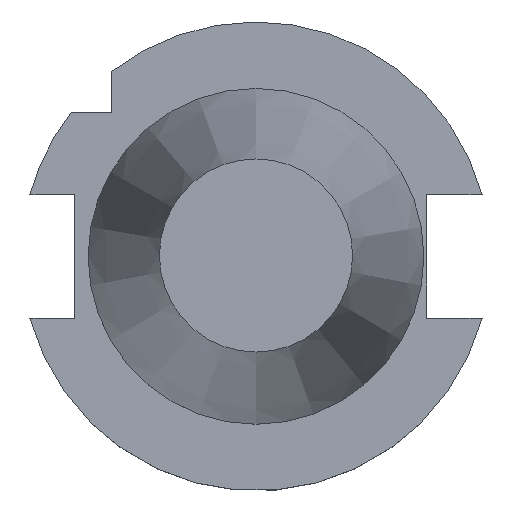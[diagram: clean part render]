
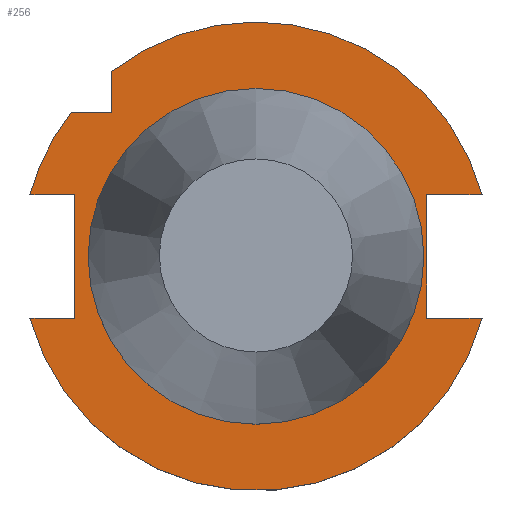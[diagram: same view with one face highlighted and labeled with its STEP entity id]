
A CAD part, top view. The second image highlights one B-rep face of the part: STEP entity #256.
In plain terms, the highlighted planar face has unit normal (0, 0, 1).
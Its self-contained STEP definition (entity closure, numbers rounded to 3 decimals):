
#208=EDGE_CURVE('240[2]',#582,#583,#584,.T.);
#210=EDGE_CURVE('240[2]',#583,#531,#586,.T.);
#228=EDGE_CURVE('240[2]',#613,#614,#615,.T.);
#256=ADVANCED_FACE('240[2]',(#656,#657),#658,.T.);
#260=EDGE_CURVE('240[2]',#582,#614,#664,.T.);
#296=EDGE_CURVE('240[2]',#716,#716,#717,.T.);
#321=EDGE_CURVE('240[2]',#752,#613,#753,.T.);
#361=EDGE_CURVE('240[2]',#805,#588,#806,.T.);
#376=EDGE_CURVE('240[2]',#588,#743,#825,.T.);
#407=EDGE_CURVE('240[2]',#607,#805,#865,.T.);
#425=EDGE_CURVE('240[2]',#752,#743,#886,.T.);
#447=EDGE_CURVE('240[2]',#531,#617,#911,.T.);
#455=EDGE_CURVE('240[2]',#607,#617,#921,.T.);
#531=VERTEX_POINT('',#1010);
#582=VERTEX_POINT('',#1095);
#583=VERTEX_POINT('',#1096);
#584=LINE('',#1097,#1098);
#586=LINE('',#1101,#1102);
#588=VERTEX_POINT('',#1105);
#607=VERTEX_POINT('',#1131);
#613=VERTEX_POINT('',#1141);
#614=VERTEX_POINT('',#1142);
#615=LINE('',#1143,#1144);
#617=VERTEX_POINT('',#1147);
#656=FACE_BOUND('',#1198,.T.);
#657=FACE_OUTER_BOUND('',#1199,.T.);
#658=PLANE('',#1200);
#664=CIRCLE('',#1217,48.75);
#716=VERTEX_POINT('',#1301);
#717=CIRCLE('',#1302,34.925);
#743=VERTEX_POINT('',#1346);
#752=VERTEX_POINT('',#1360);
#753=LINE('',#1361,#1362);
#805=VERTEX_POINT('',#1445);
#806=LINE('',#1446,#1447);
#825=LINE('',#1477,#1478);
#865=LINE('',#1549,#1550);
#886=CIRCLE('',#1592,48.75);
#911=LINE('',#1639,#1640);
#921=CIRCLE('',#1720,48.75);
#1010=CARTESIAN_POINT('',(-37.7,-12.85,-3.2));
#1095=CARTESIAN_POINT('',(-47.026,12.85,-3.2));
#1096=CARTESIAN_POINT('',(-37.7,12.85,-3.2));
#1097=CARTESIAN_POINT('',(-21.972,12.85,-3.2));
#1098=VECTOR('',#1927,1.0);
#1101=CARTESIAN_POINT('',(-37.7,20.919,-3.2));
#1102=VECTOR('',#1928,1.0);
#1105=CARTESIAN_POINT('',(35.5,12.85,-3.2));
#1131=CARTESIAN_POINT('',(47.026,-12.85,-3.2));
#1141=CARTESIAN_POINT('',(-30.0,30.0,-3.2));
#1142=CARTESIAN_POINT('',(-38.426,30.0,-3.2));
#1143=CARTESIAN_POINT('',(-18.059,30.0,-3.2));
#1144=VECTOR('',#1950,1.0);
#1147=CARTESIAN_POINT('',(-47.026,-12.85,-3.2));
#1198=EDGE_LOOP('',(#2000));
#1199=EDGE_LOOP('',(#2001,#2002,#2003,#2004,#2005,#2006,#2007,#2008,#2009,#2010,#2011));
#1200=AXIS2_PLACEMENT_3D('',#2012,#2013,#2014);
#1217=AXIS2_PLACEMENT_3D('',#2015,#2016,#2017);
#1301=CARTESIAN_POINT('',(0.,34.925,-3.2));
#1302=AXIS2_PLACEMENT_3D('',#2061,#2062,#2063);
#1346=CARTESIAN_POINT('',(47.026,12.85,-3.2));
#1360=CARTESIAN_POINT('',(-30.0,38.426,-3.2));
#1361=CARTESIAN_POINT('',(-30.0,38.978,-3.2));
#1362=VECTOR('',#2097,1.0);
#1445=CARTESIAN_POINT('',(35.5,-12.85,-3.2));
#1446=CARTESIAN_POINT('',(35.5,20.919,-3.2));
#1447=VECTOR('',#2177,1.0);
#1477=CARTESIAN_POINT('',(21.422,12.85,-3.2));
#1478=VECTOR('',#2191,1.0);
#1549=CARTESIAN_POINT('',(21.422,-12.85,-3.2));
#1550=VECTOR('',#2253,1.0);
#1592=AXIS2_PLACEMENT_3D('',#2269,#2270,#2271);
#1639=CARTESIAN_POINT('',(-21.972,-12.85,-3.2));
#1640=VECTOR('',#2300,1.0);
#1720=AXIS2_PLACEMENT_3D('',#2305,#2306,#2307);
#1927=DIRECTION('',(1.0,0.,0.));
#1928=DIRECTION('',(0.0,-1.0,0.));
#1950=DIRECTION('',(-1.0,0.0,0.));
#2000=ORIENTED_EDGE('',*,*,#296,.T.);
#2001=ORIENTED_EDGE('',*,*,#321,.T.);
#2002=ORIENTED_EDGE('',*,*,#228,.T.);
#2003=ORIENTED_EDGE('',*,*,#260,.F.);
#2004=ORIENTED_EDGE('',*,*,#208,.T.);
#2005=ORIENTED_EDGE('',*,*,#210,.T.);
#2006=ORIENTED_EDGE('',*,*,#447,.T.);
#2007=ORIENTED_EDGE('',*,*,#455,.F.);
#2008=ORIENTED_EDGE('',*,*,#407,.T.);
#2009=ORIENTED_EDGE('',*,*,#361,.T.);
#2010=ORIENTED_EDGE('',*,*,#376,.T.);
#2011=ORIENTED_EDGE('',*,*,#425,.F.);
#2012=CARTESIAN_POINT('',(0.,41.838,-3.2));
#2013=DIRECTION('',(0.,0.,1.0));
#2014=DIRECTION('',(0.,-1.0,0.));
#2015=CARTESIAN_POINT('',(0.,0.,-3.2));
#2016=DIRECTION('',(0.,0.,-1.0));
#2017=DIRECTION('',(0.,1.0,0.));
#2061=CARTESIAN_POINT('',(0.,0.,-3.2));
#2062=DIRECTION('',(0.,0.,-1.0));
#2063=DIRECTION('',(0.,1.0,0.));
#2097=DIRECTION('',(0.0,-1.0,0.));
#2177=DIRECTION('',(0.0,1.0,0.));
#2191=DIRECTION('',(1.0,0.,0.));
#2253=DIRECTION('',(-1.0,0.,0.));
#2269=CARTESIAN_POINT('',(0.,0.,-3.2));
#2270=DIRECTION('',(0.,0.,-1.0));
#2271=DIRECTION('',(0.,1.0,0.));
#2300=DIRECTION('',(-1.0,0.,0.));
#2305=CARTESIAN_POINT('',(0.,0.,-3.2));
#2306=DIRECTION('',(0.,0.,-1.0));
#2307=DIRECTION('',(0.,1.0,0.));
